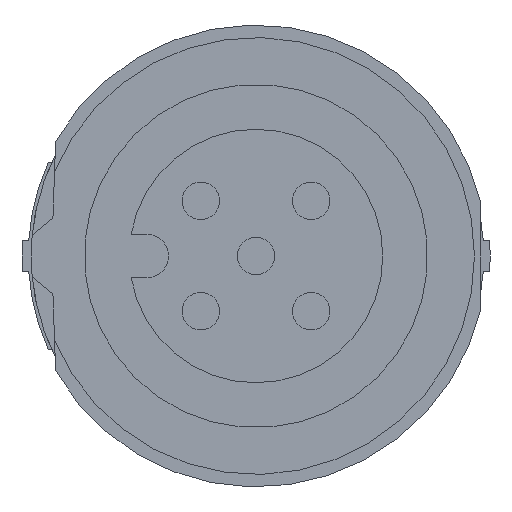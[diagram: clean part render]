
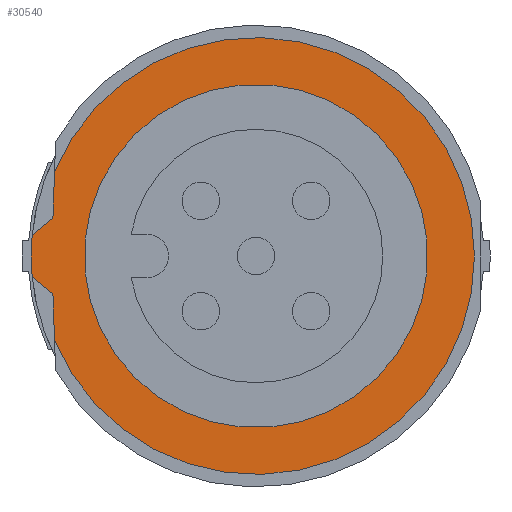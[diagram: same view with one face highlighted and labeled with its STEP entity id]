
A CAD part, left-side view. The second image highlights one B-rep face of the part: STEP entity #30540.
In plain terms, the highlighted planar face has unit normal (-1, 0, 0).
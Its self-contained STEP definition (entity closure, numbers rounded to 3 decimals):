
#27160=CARTESIAN_POINT('',(-43.21,7.2,
0.));
#27170=VERTEX_POINT('',#27160);
#27200=CARTESIAN_POINT('',(-43.21,0.,
0.));
#27210=DIRECTION('',(1.,0.,0.));
#27220=DIRECTION('',(0.,1.,0.));
#27230=AXIS2_PLACEMENT_3D('',#27200,#27210,#27220);
#27240=CIRCLE('',#27230,7.2);
#27250=CARTESIAN_POINT('',(-43.21,7.168,
-0.675));
#27260=VERTEX_POINT('',#27250);
#27270=EDGE_CURVE('',#27260,#27170,#27240,.T.);
#29620=CARTESIAN_POINT('',(-43.21,6.455,
2.708));
#29630=VERTEX_POINT('',#29620);
#29660=CARTESIAN_POINT('',(-43.21,6.081,
13.419));
#29670=DIRECTION('',(0.,0.035,
-0.999));
#29680=VECTOR('',#29670,1.);
#29690=LINE('',#29660,#29680);
#29700=CARTESIAN_POINT('',(-43.21,6.507,
1.21));
#29710=VERTEX_POINT('',#29700);
#29720=EDGE_CURVE('',#29630,#29710,#29690,.T.);
#29970=CARTESIAN_POINT('',(-43.21,4.446,
4.393));
#29980=DIRECTION('',(-1.,0.,0.));
#29990=DIRECTION('',(0.,-0.711,
-0.703));
#30000=AXIS2_PLACEMENT_3D('',#29970,#29980,#29990);
#30010=PLANE('',#30000);
#30020=CARTESIAN_POINT('',(-43.21,0.,
0.));
#30030=DIRECTION('',(-1.,0.,0.));
#30040=DIRECTION('',(0.,0.707,
-0.707));
#30050=AXIS2_PLACEMENT_3D('',#30020,#30030,#30040);
#30060=CIRCLE('',#30050,5.5);
#30070=CARTESIAN_POINT('',(-43.21,3.889,
-3.889));
#30080=VERTEX_POINT('',#30070);
#30090=CARTESIAN_POINT('',(-43.21,-3.889,
3.889));
#30100=VERTEX_POINT('',#30090);
#30110=EDGE_CURVE('',#30080,#30100,#30060,.T.);
#30120=ORIENTED_EDGE('',*,*,#30110,.F.);
#30130=EDGE_CURVE('',#30100,#30080,#30060,.T.);
#30140=ORIENTED_EDGE('',*,*,#30130,.F.);
#30150=EDGE_LOOP('',(#30140,#30120));
#30160=FACE_BOUND('',#30150,.T.);
#30170=ORIENTED_EDGE('',*,*,#27270,.F.);
#30180=CARTESIAN_POINT('',(-43.21,7.168,
0.675));
#30190=VERTEX_POINT('',#30180);
#30200=EDGE_CURVE('',#27170,#30190,#27240,.T.);
#30210=ORIENTED_EDGE('',*,*,#30200,.F.);
#30220=CARTESIAN_POINT('',(-43.21,-0.475,
6.864));
#30230=DIRECTION('',(0.,0.777,
-0.629));
#30240=VECTOR('',#30230,1.);
#30250=LINE('',#30220,#30240);
#30260=EDGE_CURVE('',#29710,#30190,#30250,.T.);
#30270=ORIENTED_EDGE('',*,*,#30260,.T.);
#30280=ORIENTED_EDGE('',*,*,#29720,.T.);
#30290=CARTESIAN_POINT('',(-43.21,0.,
0.));
#30300=DIRECTION('',(-1.,0.,0.));
#30310=DIRECTION('',(0.,0.707,
0.707));
#30320=AXIS2_PLACEMENT_3D('',#30290,#30300,#30310);
#30330=CIRCLE('',#30320,7.);
#30340=CARTESIAN_POINT('',(-43.21,6.455,
-2.708));
#30350=VERTEX_POINT('',#30340);
#30360=EDGE_CURVE('',#30350,#29630,#30330,.T.);
#30370=ORIENTED_EDGE('',*,*,#30360,.T.);
#30380=CARTESIAN_POINT('',(-43.21,6.452,
-2.782));
#30390=DIRECTION('',(0.,-0.035,
-0.999));
#30400=VECTOR('',#30390,1.);
#30410=LINE('',#30380,#30400);
#30420=CARTESIAN_POINT('',(-43.21,6.507,
-1.21));
#30430=VERTEX_POINT('',#30420);
#30440=EDGE_CURVE('',#30430,#30350,#30410,.T.);
#30450=ORIENTED_EDGE('',*,*,#30440,.T.);
#30460=CARTESIAN_POINT('',(-43.21,5.608,
-1.938));
#30470=DIRECTION('',(0.,-0.777,
-0.629));
#30480=VECTOR('',#30470,1.);
#30490=LINE('',#30460,#30480);
#30500=EDGE_CURVE('',#27260,#30430,#30490,.T.);
#30510=ORIENTED_EDGE('',*,*,#30500,.T.);
#30520=EDGE_LOOP('',(#30510,#30450,#30370,#30280,#30270,#30210,#30170));
#30530=FACE_OUTER_BOUND('',#30520,.T.);
#30540=ADVANCED_FACE('',(#30160,#30530),#30010,.T.);
